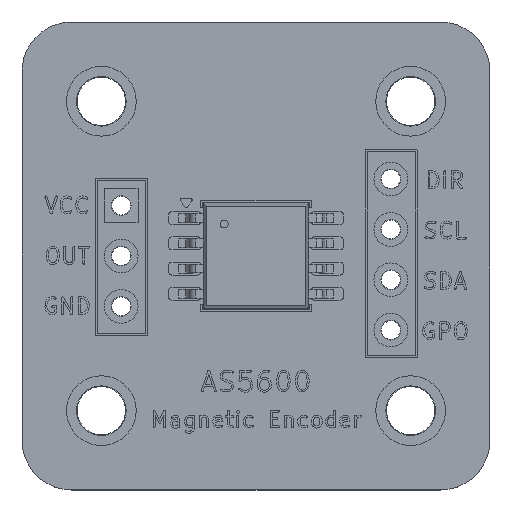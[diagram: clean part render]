
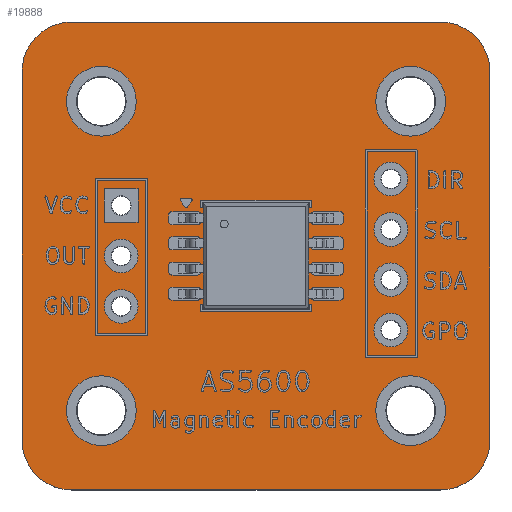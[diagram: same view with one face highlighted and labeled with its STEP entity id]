
A CAD part, top view. The second image highlights one B-rep face of the part: STEP entity #19888.
In plain terms, the highlighted planar face has unit normal (0, 0, 1).
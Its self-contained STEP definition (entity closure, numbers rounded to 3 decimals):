
#19618 = VERTEX_POINT('',#19619);
#19619 = CARTESIAN_POINT('',(9.3,11.8,1.51));
#19625 = EDGE_CURVE('',#19618,#19626,#19628,.T.);
#19626 = VERTEX_POINT('',#19627);
#19627 = CARTESIAN_POINT('',(11.8,9.3,1.51));
#19628 = CIRCLE('',#19629,2.5);
#19629 = AXIS2_PLACEMENT_3D('',#19630,#19631,#19632);
#19630 = CARTESIAN_POINT('',(9.3,9.3,1.51));
#19631 = DIRECTION('',(0.,0.,-1.));
#19632 = DIRECTION('',(0.,1.,0.));
#19660 = VERTEX_POINT('',#19661);
#19661 = CARTESIAN_POINT('',(-9.3,11.8,1.51));
#19667 = EDGE_CURVE('',#19660,#19618,#19668,.T.);
#19668 = LINE('',#19669,#19670);
#19669 = CARTESIAN_POINT('',(-9.3,11.8,1.51));
#19670 = VECTOR('',#19671,1.);
#19671 = DIRECTION('',(1.,0.,0.));
#19689 = EDGE_CURVE('',#19626,#19690,#19692,.T.);
#19690 = VERTEX_POINT('',#19691);
#19691 = CARTESIAN_POINT('',(11.8,-9.3,1.51));
#19692 = LINE('',#19693,#19694);
#19693 = CARTESIAN_POINT('',(11.8,9.3,1.51));
#19694 = VECTOR('',#19695,1.);
#19695 = DIRECTION('',(0.,-1.,0.));
#19888 = ADVANCED_FACE('',(#19889,#19935,#19946,#19957,#19968,#19979,
    #19990,#20001,#20012,#20023,#20034,#20045),#20056,.T.);
#19889 = FACE_BOUND('',#19890,.T.);
#19890 = EDGE_LOOP('',(#19891,#19892,#19893,#19902,#19910,#19919,#19927,
    #19934));
#19891 = ORIENTED_EDGE('',*,*,#19625,.F.);
#19892 = ORIENTED_EDGE('',*,*,#19667,.F.);
#19893 = ORIENTED_EDGE('',*,*,#19894,.F.);
#19894 = EDGE_CURVE('',#19895,#19660,#19897,.T.);
#19895 = VERTEX_POINT('',#19896);
#19896 = CARTESIAN_POINT('',(-11.798,9.196,1.51));
#19897 = CIRCLE('',#19898,2.5);
#19898 = AXIS2_PLACEMENT_3D('',#19899,#19900,#19901);
#19899 = CARTESIAN_POINT('',(-9.3,9.3,1.51));
#19900 = DIRECTION('',(0.,0.,-1.));
#19901 = DIRECTION('',(-0.999,-0.042,-0.));
#19902 = ORIENTED_EDGE('',*,*,#19903,.F.);
#19903 = EDGE_CURVE('',#19904,#19895,#19906,.T.);
#19904 = VERTEX_POINT('',#19905);
#19905 = CARTESIAN_POINT('',(-11.8,-9.3,1.51));
#19906 = LINE('',#19907,#19908);
#19907 = CARTESIAN_POINT('',(-11.8,-9.3,1.51));
#19908 = VECTOR('',#19909,1.);
#19909 = DIRECTION('',(0.,1.,0.));
#19910 = ORIENTED_EDGE('',*,*,#19911,.F.);
#19911 = EDGE_CURVE('',#19912,#19904,#19914,.T.);
#19912 = VERTEX_POINT('',#19913);
#19913 = CARTESIAN_POINT('',(-9.3,-11.8,1.51));
#19914 = CIRCLE('',#19915,2.5);
#19915 = AXIS2_PLACEMENT_3D('',#19916,#19917,#19918);
#19916 = CARTESIAN_POINT('',(-9.3,-9.3,1.51));
#19917 = DIRECTION('',(0.,0.,-1.));
#19918 = DIRECTION('',(0.,-1.,0.));
#19919 = ORIENTED_EDGE('',*,*,#19920,.F.);
#19920 = EDGE_CURVE('',#19921,#19912,#19923,.T.);
#19921 = VERTEX_POINT('',#19922);
#19922 = CARTESIAN_POINT('',(9.3,-11.8,1.51));
#19923 = LINE('',#19924,#19925);
#19924 = CARTESIAN_POINT('',(9.3,-11.8,1.51));
#19925 = VECTOR('',#19926,1.);
#19926 = DIRECTION('',(-1.,0.,0.));
#19927 = ORIENTED_EDGE('',*,*,#19928,.F.);
#19928 = EDGE_CURVE('',#19690,#19921,#19929,.T.);
#19929 = CIRCLE('',#19930,2.5);
#19930 = AXIS2_PLACEMENT_3D('',#19931,#19932,#19933);
#19931 = CARTESIAN_POINT('',(9.3,-9.3,1.51));
#19932 = DIRECTION('',(0.,0.,-1.));
#19933 = DIRECTION('',(1.,0.,0.));
#19934 = ORIENTED_EDGE('',*,*,#19689,.F.);
#19935 = FACE_BOUND('',#19936,.T.);
#19936 = EDGE_LOOP('',(#19937));
#19937 = ORIENTED_EDGE('',*,*,#19938,.T.);
#19938 = EDGE_CURVE('',#19939,#19939,#19941,.T.);
#19939 = VERTEX_POINT('',#19940);
#19940 = CARTESIAN_POINT('',(-7.8,-9.05,1.51));
#19941 = CIRCLE('',#19942,1.25);
#19942 = AXIS2_PLACEMENT_3D('',#19943,#19944,#19945);
#19943 = CARTESIAN_POINT('',(-7.8,-7.8,1.51));
#19944 = DIRECTION('',(-0.,0.,-1.));
#19945 = DIRECTION('',(0.,-1.,-0.));
#19946 = FACE_BOUND('',#19947,.T.);
#19947 = EDGE_LOOP('',(#19948));
#19948 = ORIENTED_EDGE('',*,*,#19949,.T.);
#19949 = EDGE_CURVE('',#19950,#19950,#19952,.T.);
#19950 = VERTEX_POINT('',#19951);
#19951 = CARTESIAN_POINT('',(-6.8,-3.04,1.51));
#19952 = CIRCLE('',#19953,0.5);
#19953 = AXIS2_PLACEMENT_3D('',#19954,#19955,#19956);
#19954 = CARTESIAN_POINT('',(-6.8,-2.54,1.51));
#19955 = DIRECTION('',(-0.,0.,-1.));
#19956 = DIRECTION('',(-0.,-1.,0.));
#19957 = FACE_BOUND('',#19958,.T.);
#19958 = EDGE_LOOP('',(#19959));
#19959 = ORIENTED_EDGE('',*,*,#19960,.T.);
#19960 = EDGE_CURVE('',#19961,#19961,#19963,.T.);
#19961 = VERTEX_POINT('',#19962);
#19962 = CARTESIAN_POINT('',(7.8,-9.05,1.51));
#19963 = CIRCLE('',#19964,1.25);
#19964 = AXIS2_PLACEMENT_3D('',#19965,#19966,#19967);
#19965 = CARTESIAN_POINT('',(7.8,-7.8,1.51));
#19966 = DIRECTION('',(-0.,0.,-1.));
#19967 = DIRECTION('',(0.,-1.,0.));
#19968 = FACE_BOUND('',#19969,.T.);
#19969 = EDGE_LOOP('',(#19970));
#19970 = ORIENTED_EDGE('',*,*,#19971,.T.);
#19971 = EDGE_CURVE('',#19972,#19972,#19974,.T.);
#19972 = VERTEX_POINT('',#19973);
#19973 = CARTESIAN_POINT('',(6.8,-4.24,1.51));
#19974 = CIRCLE('',#19975,0.5);
#19975 = AXIS2_PLACEMENT_3D('',#19976,#19977,#19978);
#19976 = CARTESIAN_POINT('',(6.8,-3.74,1.51));
#19977 = DIRECTION('',(-0.,0.,-1.));
#19978 = DIRECTION('',(-0.,-1.,0.));
#19979 = FACE_BOUND('',#19980,.T.);
#19980 = EDGE_LOOP('',(#19981));
#19981 = ORIENTED_EDGE('',*,*,#19982,.T.);
#19982 = EDGE_CURVE('',#19983,#19983,#19985,.T.);
#19983 = VERTEX_POINT('',#19984);
#19984 = CARTESIAN_POINT('',(6.8,-1.7,1.51));
#19985 = CIRCLE('',#19986,0.5);
#19986 = AXIS2_PLACEMENT_3D('',#19987,#19988,#19989);
#19987 = CARTESIAN_POINT('',(6.8,-1.2,1.51));
#19988 = DIRECTION('',(-0.,0.,-1.));
#19989 = DIRECTION('',(-0.,-1.,0.));
#19990 = FACE_BOUND('',#19991,.T.);
#19991 = EDGE_LOOP('',(#19992));
#19992 = ORIENTED_EDGE('',*,*,#19993,.T.);
#19993 = EDGE_CURVE('',#19994,#19994,#19996,.T.);
#19994 = VERTEX_POINT('',#19995);
#19995 = CARTESIAN_POINT('',(-6.8,-0.5,1.51));
#19996 = CIRCLE('',#19997,0.5);
#19997 = AXIS2_PLACEMENT_3D('',#19998,#19999,#20000);
#19998 = CARTESIAN_POINT('',(-6.8,0.,1.51));
#19999 = DIRECTION('',(-0.,0.,-1.));
#20000 = DIRECTION('',(-0.,-1.,0.));
#20001 = FACE_BOUND('',#20002,.T.);
#20002 = EDGE_LOOP('',(#20003));
#20003 = ORIENTED_EDGE('',*,*,#20004,.T.);
#20004 = EDGE_CURVE('',#20005,#20005,#20007,.T.);
#20005 = VERTEX_POINT('',#20006);
#20006 = CARTESIAN_POINT('',(-6.8,2.04,1.51));
#20007 = CIRCLE('',#20008,0.5);
#20008 = AXIS2_PLACEMENT_3D('',#20009,#20010,#20011);
#20009 = CARTESIAN_POINT('',(-6.8,2.54,1.51));
#20010 = DIRECTION('',(-0.,0.,-1.));
#20011 = DIRECTION('',(-0.,-1.,0.));
#20012 = FACE_BOUND('',#20013,.T.);
#20013 = EDGE_LOOP('',(#20014));
#20014 = ORIENTED_EDGE('',*,*,#20015,.T.);
#20015 = EDGE_CURVE('',#20016,#20016,#20018,.T.);
#20016 = VERTEX_POINT('',#20017);
#20017 = CARTESIAN_POINT('',(-7.8,6.55,1.51));
#20018 = CIRCLE('',#20019,1.25);
#20019 = AXIS2_PLACEMENT_3D('',#20020,#20021,#20022);
#20020 = CARTESIAN_POINT('',(-7.8,7.8,1.51));
#20021 = DIRECTION('',(-0.,0.,-1.));
#20022 = DIRECTION('',(0.,-1.,-0.));
#20023 = FACE_BOUND('',#20024,.T.);
#20024 = EDGE_LOOP('',(#20025));
#20025 = ORIENTED_EDGE('',*,*,#20026,.T.);
#20026 = EDGE_CURVE('',#20027,#20027,#20029,.T.);
#20027 = VERTEX_POINT('',#20028);
#20028 = CARTESIAN_POINT('',(6.8,0.84,1.51));
#20029 = CIRCLE('',#20030,0.5);
#20030 = AXIS2_PLACEMENT_3D('',#20031,#20032,#20033);
#20031 = CARTESIAN_POINT('',(6.8,1.34,1.51));
#20032 = DIRECTION('',(-0.,0.,-1.));
#20033 = DIRECTION('',(-0.,-1.,0.));
#20034 = FACE_BOUND('',#20035,.T.);
#20035 = EDGE_LOOP('',(#20036));
#20036 = ORIENTED_EDGE('',*,*,#20037,.T.);
#20037 = EDGE_CURVE('',#20038,#20038,#20040,.T.);
#20038 = VERTEX_POINT('',#20039);
#20039 = CARTESIAN_POINT('',(6.8,3.38,1.51));
#20040 = CIRCLE('',#20041,0.5);
#20041 = AXIS2_PLACEMENT_3D('',#20042,#20043,#20044);
#20042 = CARTESIAN_POINT('',(6.8,3.88,1.51));
#20043 = DIRECTION('',(-0.,0.,-1.));
#20044 = DIRECTION('',(-0.,-1.,0.));
#20045 = FACE_BOUND('',#20046,.T.);
#20046 = EDGE_LOOP('',(#20047));
#20047 = ORIENTED_EDGE('',*,*,#20048,.T.);
#20048 = EDGE_CURVE('',#20049,#20049,#20051,.T.);
#20049 = VERTEX_POINT('',#20050);
#20050 = CARTESIAN_POINT('',(7.8,6.55,1.51));
#20051 = CIRCLE('',#20052,1.25);
#20052 = AXIS2_PLACEMENT_3D('',#20053,#20054,#20055);
#20053 = CARTESIAN_POINT('',(7.8,7.8,1.51));
#20054 = DIRECTION('',(-0.,0.,-1.));
#20055 = DIRECTION('',(0.,-1.,0.));
#20056 = PLANE('',#20057);
#20057 = AXIS2_PLACEMENT_3D('',#20058,#20059,#20060);
#20058 = CARTESIAN_POINT('',(0.,0.,1.51));
#20059 = DIRECTION('',(0.,0.,1.));
#20060 = DIRECTION('',(1.,0.,-0.));
